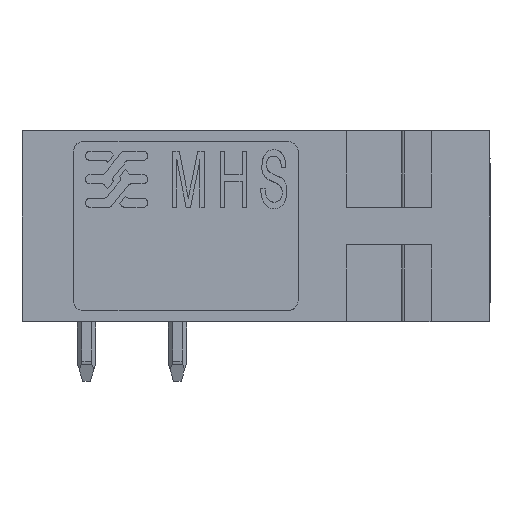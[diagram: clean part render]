
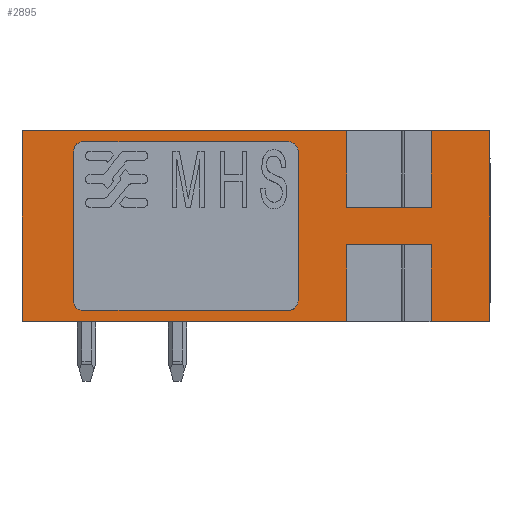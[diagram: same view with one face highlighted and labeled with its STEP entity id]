
A CAD part, left-side view. The second image highlights one B-rep face of the part: STEP entity #2895.
In plain terms, the highlighted planar face has unit normal (-1, 0, 0).
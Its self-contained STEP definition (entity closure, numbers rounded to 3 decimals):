
#2762=AXIS2_PLACEMENT_3D('Plane Axis2P3D',#2759,#2760,#2761) ;
#40=CARTESIAN_POINT('Vertex',(0.,0.,3.2)) ;
#56=CARTESIAN_POINT('Vertex',(0.,0.,13.4)) ;
#59=CARTESIAN_POINT('Line Origine',(0.,0.,8.3)) ;
#1450=CARTESIAN_POINT('Line Origine',(0.,1.575,3.2)) ;
#1454=CARTESIAN_POINT('Vertex',(0.,3.15,3.2)) ;
#1489=CARTESIAN_POINT('Vertex',(0.,7.65,3.2)) ;
#1492=CARTESIAN_POINT('Line Origine',(0.,16.325,3.2)) ;
#1496=CARTESIAN_POINT('Vertex',(0.,25.,3.2)) ;
#2492=CARTESIAN_POINT('Vertex',(0.,25.,13.4)) ;
#2495=CARTESIAN_POINT('Line Origine',(0.,16.325,13.4)) ;
#2499=CARTESIAN_POINT('Vertex',(0.,7.65,13.4)) ;
#2534=CARTESIAN_POINT('Vertex',(0.,3.15,13.4)) ;
#2537=CARTESIAN_POINT('Line Origine',(0.,1.575,13.4)) ;
#2759=CARTESIAN_POINT('Axis2P3D Location',(0.,0.,8.3)) ;
#2764=CARTESIAN_POINT('Line Origine',(0.,3.15,8.3)) ;
#2768=CARTESIAN_POINT('Vertex',(0.,3.15,9.3)) ;
#2771=CARTESIAN_POINT('Line Origine',(0.,12.5,9.3)) ;
#2775=CARTESIAN_POINT('Vertex',(0.,7.65,9.3)) ;
#2778=CARTESIAN_POINT('Line Origine',(0.,7.65,8.3)) ;
#2783=CARTESIAN_POINT('Line Origine',(0.,25.,8.3)) ;
#2788=CARTESIAN_POINT('Line Origine',(0.,7.65,8.3)) ;
#2792=CARTESIAN_POINT('Vertex',(0.,7.65,7.3)) ;
#2795=CARTESIAN_POINT('Line Origine',(0.,12.5,7.3)) ;
#2799=CARTESIAN_POINT('Vertex',(0.,3.15,7.3)) ;
#2802=CARTESIAN_POINT('Line Origine',(0.,3.15,8.3)) ;
#2822=CARTESIAN_POINT('Control Point',(0.,22.25,12.3)) ;
#2823=CARTESIAN_POINT('Control Point',(0.,22.25,12.496)) ;
#2824=CARTESIAN_POINT('Control Point',(0.,22.145,12.695)) ;
#2825=CARTESIAN_POINT('Control Point',(0.,21.946,12.8)) ;
#2826=CARTESIAN_POINT('Control Point',(0.,21.75,12.8)) ;
#2827=CARTESIAN_POINT('Vertex',(0.,22.25,12.3)) ;
#2829=CARTESIAN_POINT('Vertex',(0.,21.75,12.8)) ;
#2832=CARTESIAN_POINT('Line Origine',(0.,12.5,12.8)) ;
#2836=CARTESIAN_POINT('Vertex',(0.,10.75,12.8)) ;
#2840=CARTESIAN_POINT('Control Point',(0.,10.75,12.8)) ;
#2841=CARTESIAN_POINT('Control Point',(0.,10.554,12.8)) ;
#2842=CARTESIAN_POINT('Control Point',(0.,10.355,12.695)) ;
#2843=CARTESIAN_POINT('Control Point',(0.,10.25,12.496)) ;
#2844=CARTESIAN_POINT('Control Point',(0.,10.25,12.3)) ;
#2845=CARTESIAN_POINT('Vertex',(0.,10.25,12.3)) ;
#2848=CARTESIAN_POINT('Line Origine',(0.,10.25,8.3)) ;
#2852=CARTESIAN_POINT('Vertex',(0.,10.25,4.3)) ;
#2856=CARTESIAN_POINT('Control Point',(0.,10.25,4.3)) ;
#2857=CARTESIAN_POINT('Control Point',(0.,10.25,4.104)) ;
#2858=CARTESIAN_POINT('Control Point',(0.,10.355,3.905)) ;
#2859=CARTESIAN_POINT('Control Point',(0.,10.554,3.8)) ;
#2860=CARTESIAN_POINT('Control Point',(0.,10.75,3.8)) ;
#2861=CARTESIAN_POINT('Vertex',(0.,10.75,3.8)) ;
#2864=CARTESIAN_POINT('Line Origine',(0.,12.5,3.8)) ;
#2868=CARTESIAN_POINT('Vertex',(0.,21.75,3.8)) ;
#2872=CARTESIAN_POINT('Control Point',(0.,21.75,3.8)) ;
#2873=CARTESIAN_POINT('Control Point',(0.,21.946,3.8)) ;
#2874=CARTESIAN_POINT('Control Point',(0.,22.145,3.905)) ;
#2875=CARTESIAN_POINT('Control Point',(0.,22.25,4.104)) ;
#2876=CARTESIAN_POINT('Control Point',(0.,22.25,4.3)) ;
#2877=CARTESIAN_POINT('Vertex',(0.,22.25,4.3)) ;
#2880=CARTESIAN_POINT('Line Origine',(0.,22.25,8.3)) ;
#60=DIRECTION('Vector Direction',(0.,0.,-1.)) ;
#1451=DIRECTION('Vector Direction',(0.,-1.,0.)) ;
#1493=DIRECTION('Vector Direction',(0.,-1.,0.)) ;
#2496=DIRECTION('Vector Direction',(0.,1.,0.)) ;
#2538=DIRECTION('Vector Direction',(0.,1.,0.)) ;
#2760=DIRECTION('Axis2P3D Direction',(1.,0.,0.)) ;
#2761=DIRECTION('Axis2P3D XDirection',(0.,1.,0.)) ;
#2765=DIRECTION('Vector Direction',(0.,0.,1.)) ;
#2772=DIRECTION('Vector Direction',(0.,1.,0.)) ;
#2779=DIRECTION('Vector Direction',(0.,0.,1.)) ;
#2784=DIRECTION('Vector Direction',(0.,0.,1.)) ;
#2789=DIRECTION('Vector Direction',(0.,0.,1.)) ;
#2796=DIRECTION('Vector Direction',(0.,1.,0.)) ;
#2803=DIRECTION('Vector Direction',(0.,0.,1.)) ;
#2833=DIRECTION('Vector Direction',(0.,1.,0.)) ;
#2849=DIRECTION('Vector Direction',(0.,0.,1.)) ;
#2865=DIRECTION('Vector Direction',(0.,1.,0.)) ;
#2881=DIRECTION('Vector Direction',(0.,0.,1.)) ;
#61=VECTOR('Line Direction',#60,1.) ;
#1452=VECTOR('Line Direction',#1451,1.) ;
#1494=VECTOR('Line Direction',#1493,1.) ;
#2497=VECTOR('Line Direction',#2496,1.) ;
#2539=VECTOR('Line Direction',#2538,1.) ;
#2766=VECTOR('Line Direction',#2765,1.) ;
#2773=VECTOR('Line Direction',#2772,1.) ;
#2780=VECTOR('Line Direction',#2779,1.) ;
#2785=VECTOR('Line Direction',#2784,1.) ;
#2790=VECTOR('Line Direction',#2789,1.) ;
#2797=VECTOR('Line Direction',#2796,1.) ;
#2804=VECTOR('Line Direction',#2803,1.) ;
#2834=VECTOR('Line Direction',#2833,1.) ;
#2850=VECTOR('Line Direction',#2849,1.) ;
#2866=VECTOR('Line Direction',#2865,1.) ;
#2882=VECTOR('Line Direction',#2881,1.) ;
#2808=ORIENTED_EDGE('',*,*,#2770,.F.) ;
#2809=ORIENTED_EDGE('',*,*,#2777,.F.) ;
#2810=ORIENTED_EDGE('',*,*,#2782,.T.) ;
#2811=ORIENTED_EDGE('',*,*,#2501,.T.) ;
#2812=ORIENTED_EDGE('',*,*,#2787,.F.) ;
#2813=ORIENTED_EDGE('',*,*,#1498,.T.) ;
#2814=ORIENTED_EDGE('',*,*,#2794,.F.) ;
#2815=ORIENTED_EDGE('',*,*,#2801,.T.) ;
#2816=ORIENTED_EDGE('',*,*,#2806,.T.) ;
#2817=ORIENTED_EDGE('',*,*,#1456,.T.) ;
#2818=ORIENTED_EDGE('',*,*,#63,.F.) ;
#2819=ORIENTED_EDGE('',*,*,#2541,.T.) ;
#2886=ORIENTED_EDGE('',*,*,#2831,.T.) ;
#2887=ORIENTED_EDGE('',*,*,#2838,.T.) ;
#2888=ORIENTED_EDGE('',*,*,#2847,.T.) ;
#2889=ORIENTED_EDGE('',*,*,#2854,.T.) ;
#2890=ORIENTED_EDGE('',*,*,#2863,.T.) ;
#2891=ORIENTED_EDGE('',*,*,#2870,.T.) ;
#2892=ORIENTED_EDGE('',*,*,#2879,.T.) ;
#2893=ORIENTED_EDGE('',*,*,#2884,.T.) ;
#2894=FACE_BOUND('',#2885,.T.) ;
#2895=ADVANCED_FACE('model',(#2820,#2894),#2763,.F.) ;
#2821=B_SPLINE_CURVE_WITH_KNOTS('',4,(#2822,#2823,#2824,#2825,#2826),.UNSPECIFIED.,.F.,.U.,(5,5),(0.,0.785),.UNSPECIFIED.) ;
#2839=B_SPLINE_CURVE_WITH_KNOTS('',4,(#2840,#2841,#2842,#2843,#2844),.UNSPECIFIED.,.F.,.U.,(5,5),(0.785,1.571),.UNSPECIFIED.) ;
#2855=B_SPLINE_CURVE_WITH_KNOTS('',4,(#2856,#2857,#2858,#2859,#2860),.UNSPECIFIED.,.F.,.U.,(5,5),(1.571,2.356),.UNSPECIFIED.) ;
#2871=B_SPLINE_CURVE_WITH_KNOTS('',4,(#2872,#2873,#2874,#2875,#2876),.UNSPECIFIED.,.F.,.U.,(5,5),(2.356,3.142),.UNSPECIFIED.) ;
#63=EDGE_CURVE('',#57,#41,#62,.T.) ;
#1456=EDGE_CURVE('',#1455,#41,#1453,.T.) ;
#1498=EDGE_CURVE('',#1497,#1490,#1495,.T.) ;
#2501=EDGE_CURVE('',#2500,#2493,#2498,.T.) ;
#2541=EDGE_CURVE('',#57,#2535,#2540,.T.) ;
#2770=EDGE_CURVE('',#2769,#2535,#2767,.T.) ;
#2777=EDGE_CURVE('',#2776,#2769,#2774,.F.) ;
#2782=EDGE_CURVE('',#2776,#2500,#2781,.T.) ;
#2787=EDGE_CURVE('',#1497,#2493,#2786,.T.) ;
#2794=EDGE_CURVE('',#2793,#1490,#2791,.F.) ;
#2801=EDGE_CURVE('',#2793,#2800,#2798,.F.) ;
#2806=EDGE_CURVE('',#2800,#1455,#2805,.F.) ;
#2831=EDGE_CURVE('',#2828,#2830,#2821,.T.) ;
#2838=EDGE_CURVE('',#2830,#2837,#2835,.F.) ;
#2847=EDGE_CURVE('',#2837,#2846,#2839,.T.) ;
#2854=EDGE_CURVE('',#2846,#2853,#2851,.F.) ;
#2863=EDGE_CURVE('',#2853,#2862,#2855,.T.) ;
#2870=EDGE_CURVE('',#2862,#2869,#2867,.T.) ;
#2879=EDGE_CURVE('',#2869,#2878,#2871,.T.) ;
#2884=EDGE_CURVE('',#2878,#2828,#2883,.T.) ;
#2807=EDGE_LOOP('',(#2808,#2809,#2810,#2811,#2812,#2813,#2814,#2815,#2816,#2817,#2818,#2819)) ;
#2885=EDGE_LOOP('',(#2886,#2887,#2888,#2889,#2890,#2891,#2892,#2893)) ;
#2820=FACE_OUTER_BOUND('',#2807,.T.) ;
#62=LINE('Line',#59,#61) ;
#1453=LINE('Line',#1450,#1452) ;
#1495=LINE('Line',#1492,#1494) ;
#2498=LINE('Line',#2495,#2497) ;
#2540=LINE('Line',#2537,#2539) ;
#2767=LINE('Line',#2764,#2766) ;
#2774=LINE('Line',#2771,#2773) ;
#2781=LINE('Line',#2778,#2780) ;
#2786=LINE('Line',#2783,#2785) ;
#2791=LINE('Line',#2788,#2790) ;
#2798=LINE('Line',#2795,#2797) ;
#2805=LINE('Line',#2802,#2804) ;
#2835=LINE('Line',#2832,#2834) ;
#2851=LINE('Line',#2848,#2850) ;
#2867=LINE('Line',#2864,#2866) ;
#2883=LINE('Line',#2880,#2882) ;
#2763=PLANE('',#2762) ;
#41=VERTEX_POINT('',#40) ;
#57=VERTEX_POINT('',#56) ;
#1455=VERTEX_POINT('',#1454) ;
#1490=VERTEX_POINT('',#1489) ;
#1497=VERTEX_POINT('',#1496) ;
#2493=VERTEX_POINT('',#2492) ;
#2500=VERTEX_POINT('',#2499) ;
#2535=VERTEX_POINT('',#2534) ;
#2769=VERTEX_POINT('',#2768) ;
#2776=VERTEX_POINT('',#2775) ;
#2793=VERTEX_POINT('',#2792) ;
#2800=VERTEX_POINT('',#2799) ;
#2828=VERTEX_POINT('',#2827) ;
#2830=VERTEX_POINT('',#2829) ;
#2837=VERTEX_POINT('',#2836) ;
#2846=VERTEX_POINT('',#2845) ;
#2853=VERTEX_POINT('',#2852) ;
#2862=VERTEX_POINT('',#2861) ;
#2869=VERTEX_POINT('',#2868) ;
#2878=VERTEX_POINT('',#2877) ;
